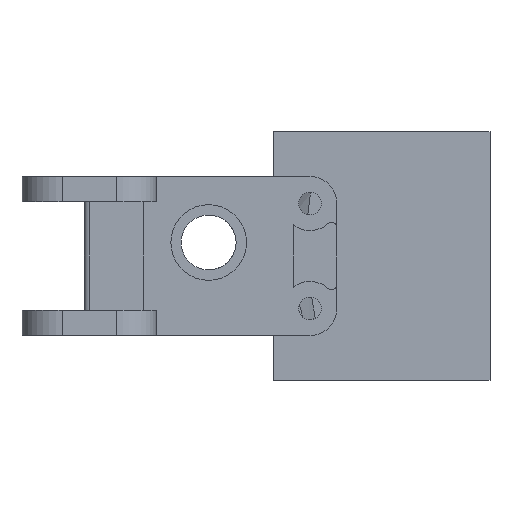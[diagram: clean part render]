
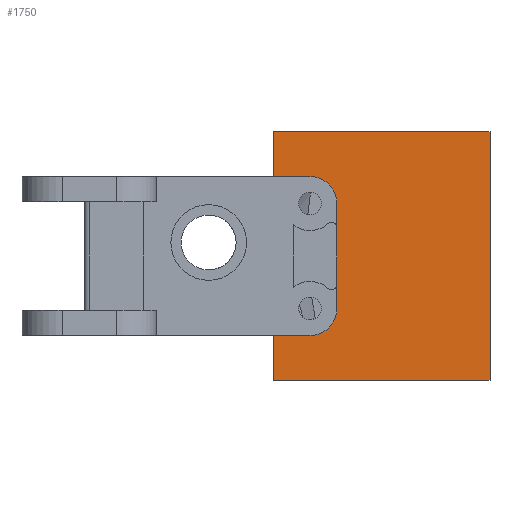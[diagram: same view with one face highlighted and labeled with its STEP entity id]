
A CAD part, left-side view. The second image highlights one B-rep face of the part: STEP entity #1750.
In plain terms, the highlighted planar face has unit normal (-1, 0, 0).
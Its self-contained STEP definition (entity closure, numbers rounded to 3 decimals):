
#55=CIRCLE('',#1876,1.25);
#57=CIRCLE('',#1880,1.25);
#151=FACE_BOUND('',#311,.T.);
#152=FACE_BOUND('',#312,.T.);
#209=FACE_OUTER_BOUND('',#310,.T.);
#310=EDGE_LOOP('',(#1339,#1340,#1341,#1342));
#311=EDGE_LOOP('',(#1343));
#312=EDGE_LOOP('',(#1344));
#432=LINE('',#2610,#606);
#454=LINE('',#2698,#628);
#464=LINE('',#2718,#638);
#466=LINE('',#2721,#640);
#606=VECTOR('',#2104,10.);
#628=VECTOR('',#2166,10.);
#638=VECTOR('',#2186,10.);
#640=VECTOR('',#2190,10.);
#764=VERTEX_POINT('',#2607);
#765=VERTEX_POINT('',#2609);
#777=VERTEX_POINT('',#2644);
#779=VERTEX_POINT('',#2654);
#790=VERTEX_POINT('',#2697);
#795=VERTEX_POINT('',#2717);
#945=EDGE_CURVE('',#765,#764,#432,.T.);
#963=EDGE_CURVE('',#777,#777,#55,.T.);
#967=EDGE_CURVE('',#779,#779,#57,.T.);
#982=EDGE_CURVE('',#765,#790,#454,.T.);
#992=EDGE_CURVE('',#795,#764,#464,.T.);
#994=EDGE_CURVE('',#790,#795,#466,.T.);
#1339=ORIENTED_EDGE('',*,*,#945,.T.);
#1340=ORIENTED_EDGE('',*,*,#992,.F.);
#1341=ORIENTED_EDGE('',*,*,#994,.F.);
#1342=ORIENTED_EDGE('',*,*,#982,.F.);
#1343=ORIENTED_EDGE('',*,*,#963,.T.);
#1344=ORIENTED_EDGE('',*,*,#967,.T.);
#1682=PLANE('',#1893);
#1750=ADVANCED_FACE('',(#209,#151,#152),#1682,.F.);
#1876=AXIS2_PLACEMENT_3D('',#2646,#2137,#2138);
#1880=AXIS2_PLACEMENT_3D('',#2656,#2146,#2147);
#1893=AXIS2_PLACEMENT_3D('',#2722,#2191,#2192);
#2104=DIRECTION('',(0.,-1.,0.));
#2137=DIRECTION('center_axis',(1.,0.,0.));
#2138=DIRECTION('ref_axis',(0.,1.,0.));
#2146=DIRECTION('center_axis',(1.,0.,0.));
#2147=DIRECTION('ref_axis',(0.,1.,0.));
#2166=DIRECTION('',(0.,0.,1.));
#2186=DIRECTION('',(0.,0.,-1.));
#2190=DIRECTION('',(0.,-1.,0.));
#2191=DIRECTION('center_axis',(1.,0.,0.));
#2192=DIRECTION('ref_axis',(0.,1.,0.));
#2607=CARTESIAN_POINT('',(2.5,-41.5,-13.825));
#2609=CARTESIAN_POINT('',(2.5,-17.5,-13.825));
#2610=CARTESIAN_POINT('',(2.5,-17.5,-13.825));
#2644=CARTESIAN_POINT('',(2.5,-22.75,-5.825));
#2646=CARTESIAN_POINT('Origin',(2.5,-21.5,-5.825));
#2654=CARTESIAN_POINT('',(2.5,-22.75,5.825));
#2656=CARTESIAN_POINT('Origin',(2.5,-21.5,5.825));
#2697=CARTESIAN_POINT('',(2.5,-17.5,13.825));
#2698=CARTESIAN_POINT('',(2.5,-17.5,-8.825));
#2717=CARTESIAN_POINT('',(2.5,-41.5,13.825));
#2718=CARTESIAN_POINT('',(2.5,-41.5,13.825));
#2721=CARTESIAN_POINT('',(2.5,-17.5,13.825));
#2722=CARTESIAN_POINT('Origin',(2.5,-29.5,0.));
